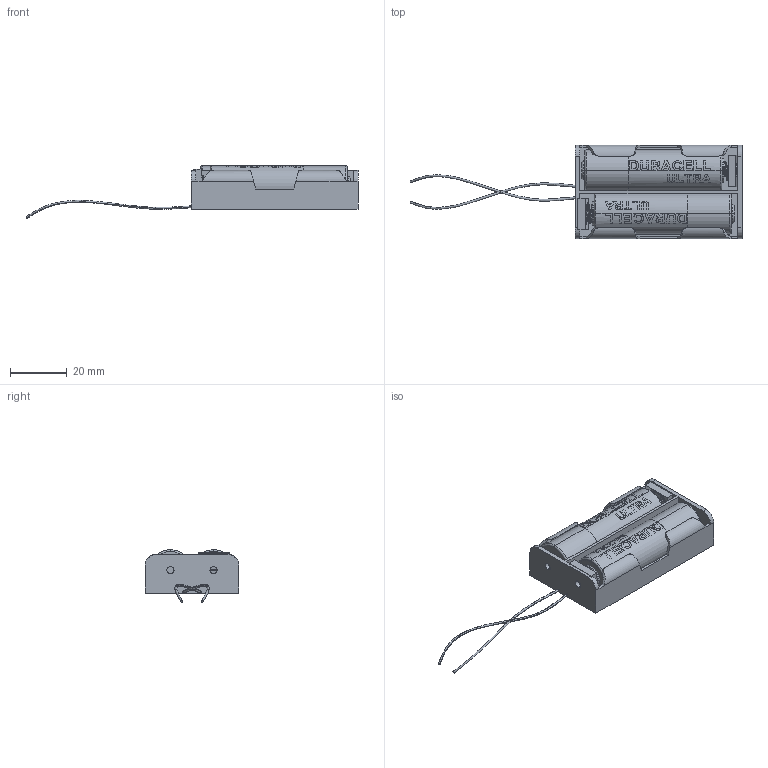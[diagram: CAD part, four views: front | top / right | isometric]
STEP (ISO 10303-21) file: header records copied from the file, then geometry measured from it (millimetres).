
FILE_DESCRIPTION (( 'STEP AP214' ), '1' );
FILE_NAME ('2EDEFAU0817155816299.step', '2006-08-17T19:58:20', ( 'SysAdmin' ), ( 'SolidWorks' ), 'SwSTEP 2.0', 'SolidWorks 2007', '' );
FILE_SCHEMA (( 'AUTOMOTIVE_DESIGN' ));
Length unit declared in the file: inch
Products named in the file (4): SW3dPS-2ea_aa_in_holder_R6.AA.UM3-1.5V.holder; SW3dPS-2ea_aa_in_holder_SW3dPS-duracell ultra aa 1_5v mx 1500 lr6; SW3dPS-2ea_aa_in_holder_SW3dPS-Conical Spring; 2EDEFAU0817155816299
Assembly tree (5 placements, depth 2):
  2EDEFAU0817155816299
    SW3dPS-2ea_aa_in_holder_SW3dPS-duracell ultra aa 1_5v mx 1500 lr6  x2
    SW3dPS-2ea_aa_in_holder_R6.AA.UM3-1.5V.holder
    SW3dPS-2ea_aa_in_holder_SW3dPS-Conical Spring  x2
Bounding box: 117.42 x 33.02 x 18.59 mm (x, y, z)
Volume: 21234 mm3; surface area: 15868.8 mm2
Topology: 3 solids, 9 shells, 408 faces, 1240 edges, 898 vertices
Faces by surface type: plane 209, cylinder 96, bspline 79, torus 24
Entity records: 19231 total; most frequent: CARTESIAN_POINT 10121, ORIENTED_EDGE 1926, DIRECTION 1423, EDGE_CURVE 969, VERTEX_POINT 679, LINE 611, VECTOR 611, AXIS2_PLACEMENT_3D 406
